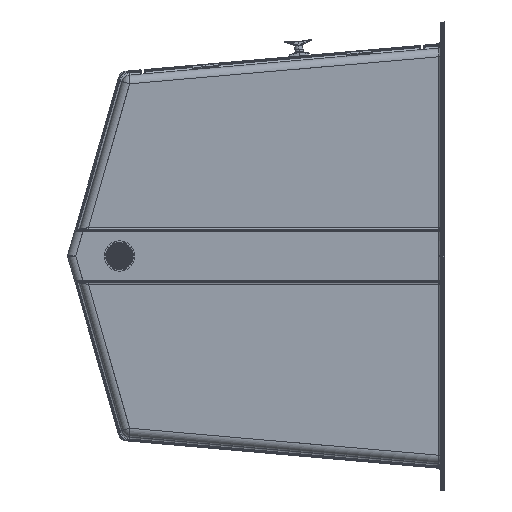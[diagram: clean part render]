
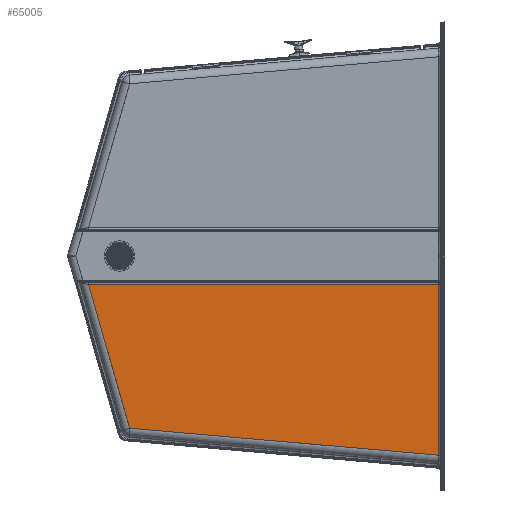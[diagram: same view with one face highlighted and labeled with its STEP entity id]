
A CAD part, left-side view. The second image highlights one B-rep face of the part: STEP entity #65005.
In plain terms, the highlighted planar face has unit normal (-0.998, 0.07, 0).
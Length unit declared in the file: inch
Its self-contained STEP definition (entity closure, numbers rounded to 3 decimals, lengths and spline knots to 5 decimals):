
#5793 = DIRECTION ( 'NONE',  ( -0.019, -0.275, -0.961 ) ) ;
#7319 = PLANE ( 'NONE',  #180890 ) ;
#9207 = CARTESIAN_POINT ( 'NONE',  ( 22.21433, 51.04882, 101.49462 ) ) ;
#25904 = FACE_OUTER_BOUND ( 'NONE', #145243, .T. ) ;
#30083 = DIRECTION ( 'NONE',  ( -0.069, -0.994, -0.087 ) ) ;
#35269 = CARTESIAN_POINT ( 'NONE',  ( 22.21433, 51.04882, 81.76269 ) ) ;
#38437 = VERTEX_POINT ( 'NONE', #301766 ) ;
#43108 = LINE ( 'NONE', #226802, #136284 ) ;
#47263 = EDGE_CURVE ( 'NONE', #38437, #129256, #282701, .T. ) ;
#61454 = VERTEX_POINT ( 'NONE', #72925 ) ;
#65005 = ADVANCED_FACE ( 'NONE', ( #25904 ), #7319, .T. ) ;
#70970 = ORIENTED_EDGE ( 'NONE', *, *, #238489, .T. ) ;
#72925 = CARTESIAN_POINT ( 'NONE',  ( 25.03576, 91.39708, 101.49462 ) ) ;
#90495 = DIRECTION ( 'NONE',  ( 0.07, 0.998, 0. ) ) ;
#91426 = EDGE_CURVE ( 'NONE', #61454, #38437, #140811, .T. ) ;
#97778 = CARTESIAN_POINT ( 'NONE',  ( 22.19807, 50.81626, 111.97757 ) ) ;
#99367 = VECTOR ( 'NONE', #5793, 39.37008 ) ;
#129256 = VERTEX_POINT ( 'NONE', #35269 ) ;
#135920 = LINE ( 'NONE', #164770, #268219 ) ;
#136284 = VECTOR ( 'NONE', #90495, 39.37008 ) ;
#140508 = ORIENTED_EDGE ( 'NONE', *, *, #91426, .T. ) ;
#140811 = LINE ( 'NONE', #143833, #99367 ) ;
#143833 = CARTESIAN_POINT ( 'NONE',  ( 24.6894, 86.44386, 84.19808 ) ) ;
#145243 = EDGE_LOOP ( 'NONE', ( #140508, #176675, #232150, #70970 ) ) ;
#163252 = DIRECTION ( 'NONE',  ( 0., 0., 1. ) ) ;
#164770 = CARTESIAN_POINT ( 'NONE',  ( 22.21433, 51.04882, 101.74462 ) ) ;
#166651 = DIRECTION ( 'NONE',  ( 0., 0., -1. ) ) ;
#176477 = VERTEX_POINT ( 'NONE', #9207 ) ;
#176675 = ORIENTED_EDGE ( 'NONE', *, *, #47263, .T. ) ;
#180890 = AXIS2_PLACEMENT_3D ( 'NONE', #97778, #241561, #166651 ) ;
#209118 = EDGE_CURVE ( 'NONE', #129256, #176477, #135920, .T. ) ;
#218397 = CARTESIAN_POINT ( 'NONE',  ( 22.19204, 50.73006, 81.7348 ) ) ;
#226802 = CARTESIAN_POINT ( 'NONE',  ( 25.04076, 91.46867, 101.49462 ) ) ;
#232150 = ORIENTED_EDGE ( 'NONE', *, *, #209118, .T. ) ;
#238489 = EDGE_CURVE ( 'NONE', #176477, #61454, #43108, .T. ) ;
#241561 = DIRECTION ( 'NONE',  ( -0.998, 0.07, 0. ) ) ;
#256337 = VECTOR ( 'NONE', #30083, 39.37008 ) ;
#268219 = VECTOR ( 'NONE', #163252, 39.37008 ) ;
#282701 = LINE ( 'NONE', #218397, #256337 ) ;
#301766 = CARTESIAN_POINT ( 'NONE',  ( 24.70298, 86.6381, 84.87635 ) ) ;
